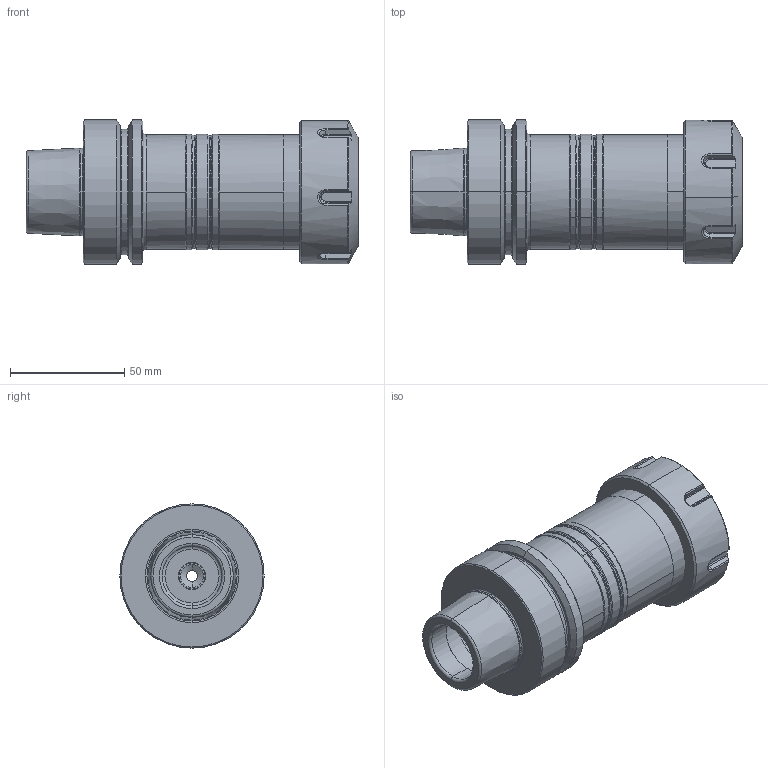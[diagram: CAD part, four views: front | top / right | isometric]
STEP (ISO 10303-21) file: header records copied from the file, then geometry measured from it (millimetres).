
FILE_DESCRIPTION(('HOOPS Exchange Step'),'2;1');
FILE_NAME('export-01B8D54F-EA2F-4F53-B16A-7B489306F3E2.stp','2022-01-24T22:18:13+01:00',('Gebruiker'),('Alibre'),'HOOPS Exchange 2021.0','Alibre','Unknown authorisation');
FILE_SCHEMA( ('AP242_MANAGED_MODEL_BASED_3D_ENGINEERING_MIM_LF {1 0 10303 442 1 1 4 }') );
Length unit declared in the file: millimetre
Products named in the file (3): 5818-2 HSK-F63 ER 40 x 120H Toolholder + Balanced Nut NUT; 5818-1 HSK-F63 ER 40 x 120H Toolholder + Balanced BODY; 5818 HSK-F63 ER 40 x 120H Toolholder + Balanced Nut
Assembly tree (2 placements, depth 2):
  5818 HSK-F63 ER 40 x 120H Toolholder + Balanced Nut
    5818-2 HSK-F63 ER 40 x 120H Toolholder + Balanced Nut NUT
    5818-1 HSK-F63 ER 40 x 120H Toolholder + Balanced BODY
Bounding box: 145 x 63 x 63 mm (x, y, z)
Volume: 212822.5 mm3; surface area: 49875.7 mm2
Topology: 2 solids, 2 shells, 213 faces, 476 edges, 276 vertices
Faces by surface type: cone 72, plane 55, cylinder 46, torus 40
Entity records: 6177 total; most frequent: CARTESIAN_POINT 1309, DIRECTION 1096, ORIENTED_EDGE 952, EDGE_CURVE 476, AXIS2_PLACEMENT_3D 459, VERTEX_POINT 276, CIRCLE 238, EDGE_LOOP 226
